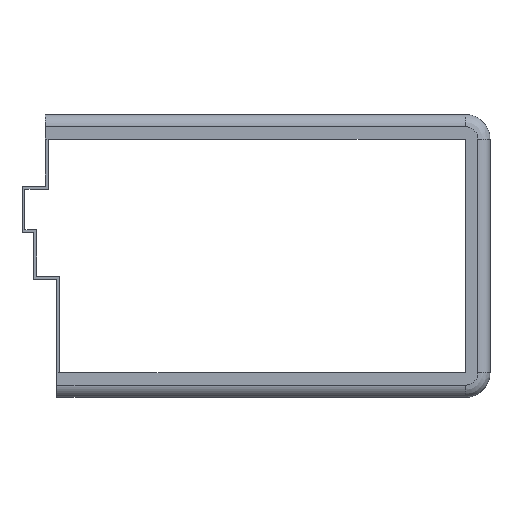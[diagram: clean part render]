
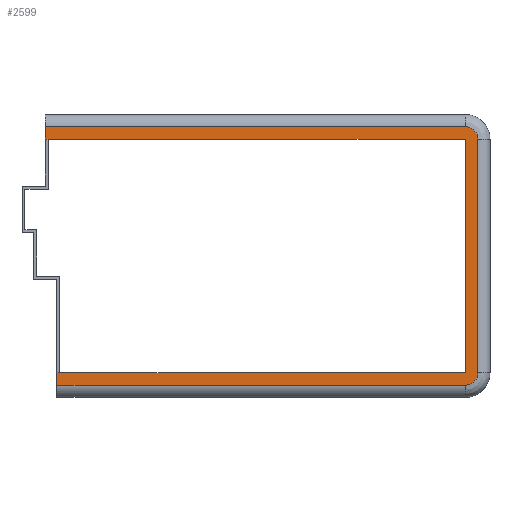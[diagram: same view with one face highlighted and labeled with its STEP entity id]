
A CAD part, top view. The second image highlights one B-rep face of the part: STEP entity #2599.
In plain terms, the highlighted planar face has unit normal (0, 0, 1).
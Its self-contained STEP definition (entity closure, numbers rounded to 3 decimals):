
#181=PLANE('',#2822);
#311=FACE_OUTER_BOUND('',#461,.T.);
#461=EDGE_LOOP('',(#2413,#2414,#2415,#2416,#2417,#2418,#2419,#2420,#2421,
#2422,#2423,#2424,#2425,#2426));
#613=LINE('',#4120,#881);
#630=LINE('',#4161,#898);
#631=LINE('',#4168,#899);
#632=LINE('',#4184,#900);
#633=LINE('',#4198,#901);
#634=LINE('',#4201,#902);
#735=LINE('',#4455,#1003);
#741=LINE('',#4467,#1009);
#745=LINE('',#4499,#1013);
#747=LINE('',#4511,#1015);
#748=LINE('',#4513,#1016);
#749=LINE('',#4515,#1017);
#881=VECTOR('',#3214,10.);
#898=VECTOR('',#3253,10.);
#899=VECTOR('',#3262,10.);
#900=VECTOR('',#3271,10.);
#901=VECTOR('',#3278,10.);
#902=VECTOR('',#3281,10.);
#1003=VECTOR('',#3486,10.);
#1009=VECTOR('',#3498,10.);
#1013=VECTOR('',#3502,10.);
#1015=VECTOR('',#3516,10.);
#1016=VECTOR('',#3519,10.);
#1017=VECTOR('',#3522,10.);
#1077=CIRCLE('',#2753,5.);
#1080=CIRCLE('',#2757,5.);
#1235=VERTEX_POINT('',#4117);
#1236=VERTEX_POINT('',#4119);
#1248=VERTEX_POINT('',#4158);
#1249=VERTEX_POINT('',#4160);
#1250=VERTEX_POINT('',#4164);
#1251=VERTEX_POINT('',#4166);
#1252=VERTEX_POINT('',#4178);
#1253=VERTEX_POINT('',#4182);
#1254=VERTEX_POINT('',#4194);
#1255=VERTEX_POINT('',#4200);
#1333=VERTEX_POINT('',#4452);
#1334=VERTEX_POINT('',#4454);
#1336=VERTEX_POINT('',#4464);
#1337=VERTEX_POINT('',#4466);
#1542=EDGE_CURVE('',#1236,#1235,#613,.T.);
#1563=EDGE_CURVE('',#1249,#1248,#630,.T.);
#1567=EDGE_CURVE('',#1251,#1250,#631,.T.);
#1569=EDGE_CURVE('',#1252,#1251,#1077,.T.);
#1571=EDGE_CURVE('',#1253,#1252,#632,.T.);
#1573=EDGE_CURVE('',#1254,#1253,#1080,.T.);
#1574=EDGE_CURVE('',#1249,#1254,#633,.T.);
#1575=EDGE_CURVE('',#1255,#1250,#634,.T.);
#1690=EDGE_CURVE('',#1334,#1333,#735,.T.);
#1698=EDGE_CURVE('',#1337,#1336,#741,.T.);
#1703=EDGE_CURVE('',#1333,#1337,#745,.T.);
#1706=EDGE_CURVE('',#1235,#1255,#747,.T.);
#1707=EDGE_CURVE('',#1248,#1334,#748,.T.);
#1708=EDGE_CURVE('',#1336,#1236,#749,.T.);
#2413=ORIENTED_EDGE('',*,*,#1574,.F.);
#2414=ORIENTED_EDGE('',*,*,#1563,.T.);
#2415=ORIENTED_EDGE('',*,*,#1707,.T.);
#2416=ORIENTED_EDGE('',*,*,#1690,.T.);
#2417=ORIENTED_EDGE('',*,*,#1703,.T.);
#2418=ORIENTED_EDGE('',*,*,#1698,.T.);
#2419=ORIENTED_EDGE('',*,*,#1708,.T.);
#2420=ORIENTED_EDGE('',*,*,#1542,.T.);
#2421=ORIENTED_EDGE('',*,*,#1706,.T.);
#2422=ORIENTED_EDGE('',*,*,#1575,.T.);
#2423=ORIENTED_EDGE('',*,*,#1567,.F.);
#2424=ORIENTED_EDGE('',*,*,#1569,.F.);
#2425=ORIENTED_EDGE('',*,*,#1571,.F.);
#2426=ORIENTED_EDGE('',*,*,#1573,.F.);
#2599=ADVANCED_FACE('',(#311),#181,.T.);
#2753=AXIS2_PLACEMENT_3D('',#4180,#3265,#3266);
#2757=AXIS2_PLACEMENT_3D('',#4196,#3274,#3275);
#2822=AXIS2_PLACEMENT_3D('',#4514,#3520,#3521);
#3214=DIRECTION('',(-1.,0.,0.));
#3253=DIRECTION('',(0.,-1.,0.));
#3262=DIRECTION('',(-1.,0.,0.));
#3265=DIRECTION('center_axis',(0.,0.,-1.));
#3266=DIRECTION('ref_axis',(0.707,-0.707,0.));
#3271=DIRECTION('',(0.,-1.,0.));
#3274=DIRECTION('center_axis',(0.,0.,-1.));
#3275=DIRECTION('ref_axis',(0.707,0.707,0.));
#3278=DIRECTION('',(1.,0.,0.));
#3281=DIRECTION('',(0.,-1.,0.));
#3486=DIRECTION('',(1.,0.,0.));
#3498=DIRECTION('',(0.,-1.,0.));
#3502=DIRECTION('',(1.,0.,0.));
#3516=DIRECTION('',(-1.,0.,0.));
#3519=DIRECTION('',(1.,0.,0.));
#3520=DIRECTION('center_axis',(0.,0.,1.));
#3521=DIRECTION('ref_axis',(1.,0.,0.));
#3522=DIRECTION('',(-1.,0.,0.));
#4117=CARTESIAN_POINT('',(133.17,80.195,12.5));
#4119=CARTESIAN_POINT('',(287.715,80.195,12.5));
#4120=CARTESIAN_POINT('',(131.97,80.195,12.5));
#4158=CARTESIAN_POINT('',(127.208,175.734,12.5));
#4160=CARTESIAN_POINT('',(127.208,180.734,12.5));
#4161=CARTESIAN_POINT('',(127.208,142.239,12.5));
#4164=CARTESIAN_POINT('',(131.97,75.195,12.5));
#4166=CARTESIAN_POINT('',(298.856,75.195,12.5));
#4168=CARTESIAN_POINT('',(183.034,75.195,12.5));
#4178=CARTESIAN_POINT('',(303.856,80.195,12.5));
#4180=CARTESIAN_POINT('Origin',(298.856,80.195,12.5));
#4182=CARTESIAN_POINT('',(303.856,175.734,12.5));
#4184=CARTESIAN_POINT('',(303.856,104.353,12.5));
#4194=CARTESIAN_POINT('',(298.856,180.734,12.5));
#4196=CARTESIAN_POINT('Origin',(298.856,175.734,12.5));
#4198=CARTESIAN_POINT('',(266.477,180.734,12.5));
#4200=CARTESIAN_POINT('',(131.97,80.195,12.5));
#4201=CARTESIAN_POINT('',(131.97,118.476,12.5));
#4452=CARTESIAN_POINT('',(287.694,175.734,12.5));
#4454=CARTESIAN_POINT('',(128.408,175.734,12.5));
#4455=CARTESIAN_POINT('',(298.856,175.734,12.5));
#4464=CARTESIAN_POINT('',(298.856,80.195,12.5));
#4466=CARTESIAN_POINT('',(298.856,175.734,12.5));
#4467=CARTESIAN_POINT('',(298.856,80.195,12.5));
#4499=CARTESIAN_POINT('',(298.856,175.734,12.5));
#4511=CARTESIAN_POINT('',(183.634,80.195,12.5));
#4513=CARTESIAN_POINT('',(180.653,175.734,12.5));
#4514=CARTESIAN_POINT('Origin',(234.099,128.511,12.5));
#4515=CARTESIAN_POINT('',(131.97,80.195,12.5));
